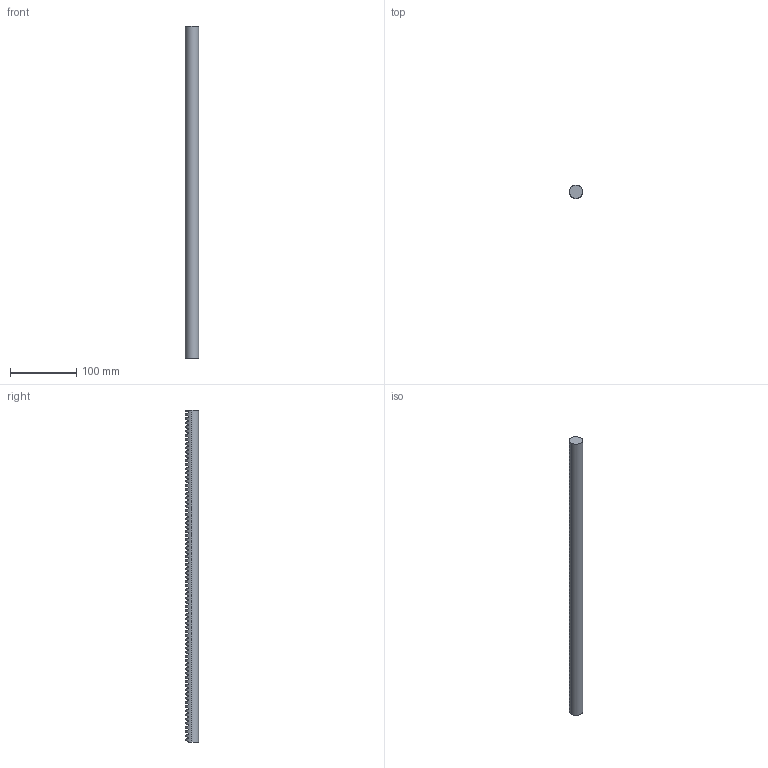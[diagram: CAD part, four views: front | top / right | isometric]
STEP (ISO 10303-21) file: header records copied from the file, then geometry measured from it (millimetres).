
FILE_DESCRIPTION (( 'STEP AP214' ), '1' );
FILE_NAME ('141-020-050.STEP', '2024-11-04T14:09:55', ( '' ), ( '' ), 'SwSTEP 2.0', 'SolidWorks 2021', '' );
FILE_SCHEMA (( 'AUTOMOTIVE_DESIGN' ));
Length unit declared in the file: millimetre
Products named in the file (1): 141-020-050
Bounding box: 20 x 19.75 x 500 mm (x, y, z)
Volume: 144551.7 mm3; surface area: 37549.3 mm2
Topology: 1 solids, 1 shells, 324 faces, 966 edges, 644 vertices
Faces by surface type: plane 321, cylinder 3
Entity records: 10690 total; most frequent: CARTESIAN_POINT 2889, ORIENTED_EDGE 1932, DIRECTION 1304, EDGE_CURVE 966, VERTEX_POINT 644, VECTOR 642, LINE 642, AXIS2_PLACEMENT_3D 331
